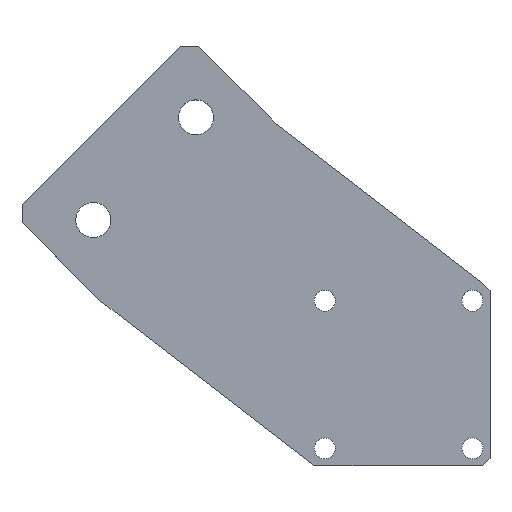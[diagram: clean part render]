
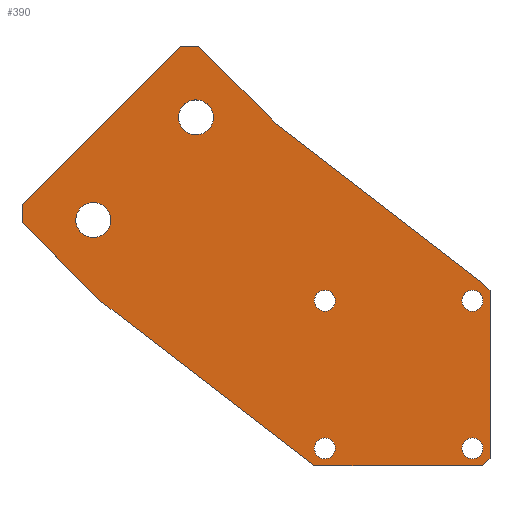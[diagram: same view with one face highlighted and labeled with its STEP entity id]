
A CAD part, top view. The second image highlights one B-rep face of the part: STEP entity #390.
In plain terms, the highlighted planar face has unit normal (0, 0, 1).
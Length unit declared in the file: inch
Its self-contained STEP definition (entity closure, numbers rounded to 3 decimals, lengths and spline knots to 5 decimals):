
#15=FACE_BOUND('',#77,.T.);
#16=FACE_BOUND('',#78,.T.);
#17=FACE_BOUND('',#79,.T.);
#18=FACE_BOUND('',#80,.T.);
#19=FACE_BOUND('',#81,.T.);
#20=FACE_BOUND('',#82,.T.);
#38=PLANE('',#435);
#57=FACE_OUTER_BOUND('',#76,.T.);
#76=EDGE_LOOP('',(#333,#334,#335,#336,#337,#338,#339,#340,#341,#342,#343));
#77=EDGE_LOOP('',(#344));
#78=EDGE_LOOP('',(#345));
#79=EDGE_LOOP('',(#346));
#80=EDGE_LOOP('',(#347));
#81=EDGE_LOOP('',(#348));
#82=EDGE_LOOP('',(#349));
#98=LINE('',#584,#137);
#101=LINE('',#590,#140);
#104=LINE('',#596,#143);
#107=LINE('',#602,#146);
#110=LINE('',#608,#149);
#113=LINE('',#614,#152);
#116=LINE('',#620,#155);
#119=LINE('',#626,#158);
#122=LINE('',#632,#161);
#125=LINE('',#638,#164);
#128=LINE('',#642,#167);
#137=VECTOR('',#485,0.3937);
#140=VECTOR('',#490,0.3937);
#143=VECTOR('',#495,0.3937);
#146=VECTOR('',#500,0.3937);
#149=VECTOR('',#505,0.3937);
#152=VECTOR('',#510,0.3937);
#155=VECTOR('',#515,0.3937);
#158=VECTOR('',#520,0.3937);
#161=VECTOR('',#525,0.3937);
#164=VECTOR('',#530,0.3937);
#167=VECTOR('',#535,0.3937);
#168=CIRCLE('',#407,0.16732);
#170=CIRCLE('',#410,0.1005);
#172=CIRCLE('',#413,0.1005);
#174=CIRCLE('',#416,0.1005);
#176=CIRCLE('',#419,0.1005);
#178=CIRCLE('',#422,0.16732);
#180=VERTEX_POINT('',#542);
#182=VERTEX_POINT('',#548);
#184=VERTEX_POINT('',#554);
#186=VERTEX_POINT('',#560);
#188=VERTEX_POINT('',#566);
#190=VERTEX_POINT('',#572);
#194=VERTEX_POINT('',#581);
#195=VERTEX_POINT('',#583);
#197=VERTEX_POINT('',#589);
#199=VERTEX_POINT('',#595);
#201=VERTEX_POINT('',#601);
#203=VERTEX_POINT('',#607);
#205=VERTEX_POINT('',#613);
#207=VERTEX_POINT('',#619);
#209=VERTEX_POINT('',#625);
#211=VERTEX_POINT('',#631);
#213=VERTEX_POINT('',#637);
#214=EDGE_CURVE('',#180,#180,#168,.T.);
#217=EDGE_CURVE('',#182,#182,#170,.T.);
#220=EDGE_CURVE('',#184,#184,#172,.T.);
#223=EDGE_CURVE('',#186,#186,#174,.T.);
#226=EDGE_CURVE('',#188,#188,#176,.T.);
#229=EDGE_CURVE('',#190,#190,#178,.T.);
#234=EDGE_CURVE('',#195,#194,#98,.T.);
#237=EDGE_CURVE('',#197,#195,#101,.T.);
#240=EDGE_CURVE('',#199,#197,#104,.T.);
#243=EDGE_CURVE('',#201,#199,#107,.T.);
#246=EDGE_CURVE('',#203,#201,#110,.T.);
#249=EDGE_CURVE('',#205,#203,#113,.T.);
#252=EDGE_CURVE('',#207,#205,#116,.T.);
#255=EDGE_CURVE('',#209,#207,#119,.T.);
#258=EDGE_CURVE('',#211,#209,#122,.T.);
#261=EDGE_CURVE('',#213,#211,#125,.T.);
#264=EDGE_CURVE('',#194,#213,#128,.T.);
#333=ORIENTED_EDGE('',*,*,#264,.T.);
#334=ORIENTED_EDGE('',*,*,#261,.T.);
#335=ORIENTED_EDGE('',*,*,#258,.T.);
#336=ORIENTED_EDGE('',*,*,#255,.T.);
#337=ORIENTED_EDGE('',*,*,#252,.T.);
#338=ORIENTED_EDGE('',*,*,#249,.T.);
#339=ORIENTED_EDGE('',*,*,#246,.T.);
#340=ORIENTED_EDGE('',*,*,#243,.T.);
#341=ORIENTED_EDGE('',*,*,#240,.T.);
#342=ORIENTED_EDGE('',*,*,#237,.T.);
#343=ORIENTED_EDGE('',*,*,#234,.T.);
#344=ORIENTED_EDGE('',*,*,#229,.T.);
#345=ORIENTED_EDGE('',*,*,#226,.T.);
#346=ORIENTED_EDGE('',*,*,#223,.T.);
#347=ORIENTED_EDGE('',*,*,#220,.T.);
#348=ORIENTED_EDGE('',*,*,#217,.T.);
#349=ORIENTED_EDGE('',*,*,#214,.T.);
#390=ADVANCED_FACE('',(#57,#15,#16,#17,#18,#19,#20),#38,.T.);
#407=AXIS2_PLACEMENT_3D('',#543,#441,#442);
#410=AXIS2_PLACEMENT_3D('',#549,#448,#449);
#413=AXIS2_PLACEMENT_3D('',#555,#455,#456);
#416=AXIS2_PLACEMENT_3D('',#561,#462,#463);
#419=AXIS2_PLACEMENT_3D('',#567,#469,#470);
#422=AXIS2_PLACEMENT_3D('',#573,#476,#477);
#435=AXIS2_PLACEMENT_3D('',#643,#536,#537);
#441=DIRECTION('center_axis',(0.,0.,
-1.));
#442=DIRECTION('ref_axis',(-1.,0.,0.));
#448=DIRECTION('center_axis',(0.,0.,
-1.));
#449=DIRECTION('ref_axis',(-1.,0.,0.));
#455=DIRECTION('center_axis',(0.,0.,
-1.));
#456=DIRECTION('ref_axis',(-1.,0.,0.));
#462=DIRECTION('center_axis',(0.,0.,
-1.));
#463=DIRECTION('ref_axis',(-1.,0.,0.));
#469=DIRECTION('center_axis',(0.,0.,
-1.));
#470=DIRECTION('ref_axis',(-1.,0.,0.));
#476=DIRECTION('center_axis',(0.,0.,
-1.));
#477=DIRECTION('ref_axis',(-1.,0.,0.));
#485=DIRECTION('',(-0.707,-0.707,0.));
#490=DIRECTION('',(-1.,0.,0.));
#495=DIRECTION('',(-0.707,0.707,0.));
#500=DIRECTION('',(-0.791,0.611,0.));
#505=DIRECTION('',(-0.707,0.707,0.));
#510=DIRECTION('',(0.,1.,0.));
#515=DIRECTION('',(0.707,0.707,0.));
#520=DIRECTION('',(1.,0.,0.));
#525=DIRECTION('',(0.793,-0.61,0.));
#530=DIRECTION('',(0.707,-0.707,0.));
#535=DIRECTION('',(0.,-1.,0.));
#536=DIRECTION('center_axis',(0.,0.,
1.));
#537=DIRECTION('ref_axis',(1.,0.,0.));
#542=CARTESIAN_POINT('',(-1.77506,2.46367,0.125));
#543=CARTESIAN_POINT('Origin',(-1.94239,2.46367,0.125));
#548=CARTESIAN_POINT('',(0.80761,0.70711,0.125));
#549=CARTESIAN_POINT('Origin',(0.70711,0.70711,0.125));
#554=CARTESIAN_POINT('',(0.80761,-0.70711,0.125));
#555=CARTESIAN_POINT('Origin',(0.70711,-0.70711,0.125));
#560=CARTESIAN_POINT('',(-0.60661,-0.70711,0.125));
#561=CARTESIAN_POINT('Origin',(-0.70711,-0.70711,0.125));
#566=CARTESIAN_POINT('',(-0.60661,0.70711,0.125));
#567=CARTESIAN_POINT('Origin',(-0.70711,0.70711,0.125));
#572=CARTESIAN_POINT('',(-2.75851,1.48022,0.125));
#573=CARTESIAN_POINT('Origin',(-2.92583,1.48022,0.125));
#581=CARTESIAN_POINT('',(-3.60858,1.63264,0.125));
#583=CARTESIAN_POINT('',(-2.0948,3.14642,0.125));
#584=CARTESIAN_POINT('',(-0.23865,5.00257,0.125));
#589=CARTESIAN_POINT('',(-1.91803,3.14642,0.125));
#590=CARTESIAN_POINT('',(-1.91803,3.14642,0.125));
#595=CARTESIAN_POINT('',(-1.17125,2.39964,0.125));
#596=CARTESIAN_POINT('',(-1.17125,2.39964,0.125));
#601=CARTESIAN_POINT('',(0.80283,0.875,0.125));
#602=CARTESIAN_POINT('',(0.80283,0.875,0.125));
#607=CARTESIAN_POINT('',(0.875,0.80283,0.125));
#608=CARTESIAN_POINT('',(0.875,0.80283,0.125));
#613=CARTESIAN_POINT('',(0.875,-0.80283,0.125));
#614=CARTESIAN_POINT('',(0.875,-0.80283,0.125));
#619=CARTESIAN_POINT('',(0.80283,-0.875,0.125));
#620=CARTESIAN_POINT('',(0.80283,-0.875,0.125));
#625=CARTESIAN_POINT('',(-0.80283,-0.875,0.125));
#626=CARTESIAN_POINT('',(-0.80283,-0.875,0.125));
#631=CARTESIAN_POINT('',(-2.8618,0.70909,0.125));
#632=CARTESIAN_POINT('',(-2.8618,0.70909,0.125));
#637=CARTESIAN_POINT('',(-3.60858,1.45586,0.125));
#638=CARTESIAN_POINT('',(-3.60858,1.45586,0.125));
#642=CARTESIAN_POINT('',(-3.60858,1.63264,0.125));
#643=CARTESIAN_POINT('Origin',(-1.36679,1.13571,0.125));
